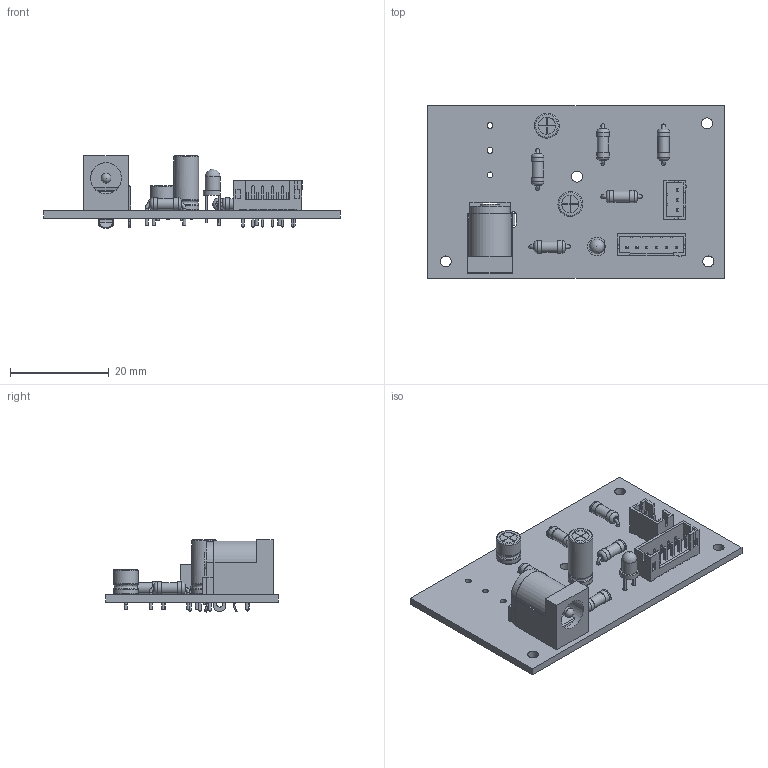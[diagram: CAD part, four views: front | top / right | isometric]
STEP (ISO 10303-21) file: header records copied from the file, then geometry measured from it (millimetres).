
FILE_DESCRIPTION(('KiCad electronic assembly'),'2;1');
FILE_NAME('phone_mic_jst.step','2025-12-03T15:08:27',('Pcbnew'),('Kicad' ),'Open CASCADE STEP processor 7.6','KiCad to STEP converter', 'Unknown');
FILE_SCHEMA(('AUTOMOTIVE_DESIGN { 1 0 10303 214 1 1 1 1 }'));
Length unit declared in the file: millimetre
Products named in the file (9): phone_mic_jst 1; LED_D3.0mm; JST_PH_B6B-PH-K_1x06_P2.00mm_Vertical; R_Axial_DIN0207_L6.3mm_D2.5mm_P7.62mm_Horizontal; JST_PH_B3B-PH-K_1x03_P2.00mm_Vertical; BarrelJack_GCT_DCJ200-10-A_Horizontal; CP_Radial_D5.0mm_P2.00mm; C_Radial_D5.0mm_H11.0mm_P2.00mm; phone_mic_jst_PCB
Assembly tree (12 placements, depth 2):
  phone_mic_jst 1
    LED_D3.0mm
    JST_PH_B6B-PH-K_1x06_P2.00mm_Vertical
    R_Axial_DIN0207_L6.3mm_D2.5mm_P7.62mm_Horizontal  x5
    JST_PH_B3B-PH-K_1x03_P2.00mm_Vertical
    BarrelJack_GCT_DCJ200-10-A_Horizontal
    CP_Radial_D5.0mm_P2.00mm
    C_Radial_D5.0mm_H11.0mm_P2.00mm
    phone_mic_jst_PCB
Bounding box: 60 x 35 x 14.59 mm (x, y, z)
Volume: 4911.5 mm3; surface area: 7288.9 mm2
Topology: 12 solids, 14 shells, 656 faces, 1599 edges, 1014 vertices
Faces by surface type: plane 503, cylinder 113, torus 23, bspline 8, revolution 7, sphere 2
Full cylindrical faces by diameter (mm): 0.4 x2, 0.5 x2, 0.6 x10, 0.75 x9, 0.8 x14, 0.9 x2, 1.2 x4, 2 x1, 2.2 x4, 2.25 x5, 2.5 x10, 3 x1, 3.5 x3, 5 x2, 6.3 x1
Entity records: 19017 total; most frequent: CARTESIAN_POINT 4266, ORIENTED_EDGE 3018, DIRECTION 2911, EDGE_CURVE 1507, LINE 1240, VECTOR 1240, VERTEX_POINT 959, AXIS2_PLACEMENT_3D 832
